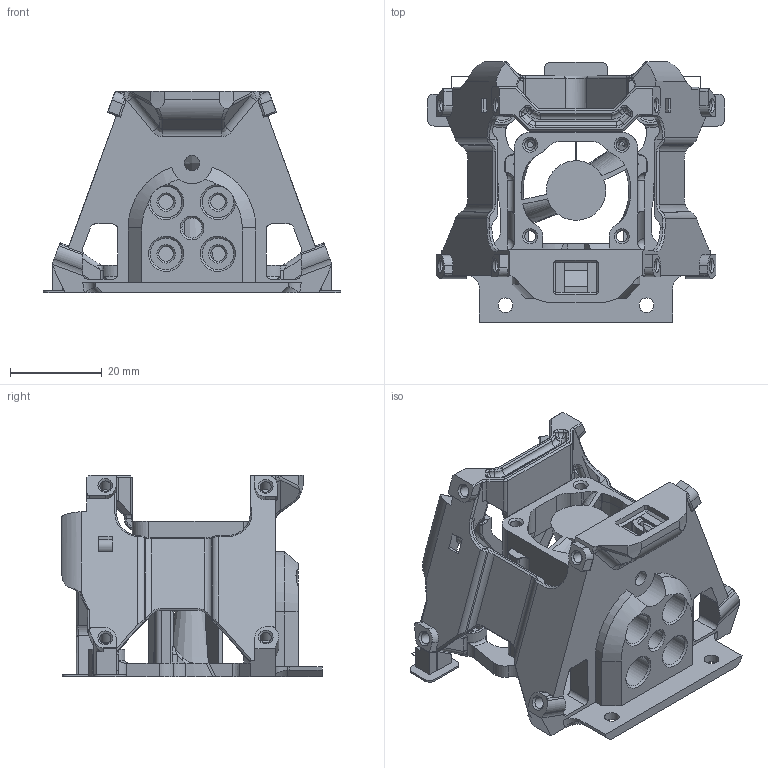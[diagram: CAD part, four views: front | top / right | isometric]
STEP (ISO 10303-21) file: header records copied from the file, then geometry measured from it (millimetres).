
FILE_DESCRIPTION(/* description */ ('STEP AP242 Edition 2','CAx-IF Rec.Pracs.---Representation and Presentation of Product Manufacturing Information (PMI)---4.0---2014-10-13','CAx-IF Rec.Pracs.---3D Tessellated Geometry---0.4---2014-09-14','2;1','CAx-IF Rec.Pracs.---User Defined Attributes---1.5---2016-08-15'),/* implementation_level */ '2;1');
FILE_NAME(/* name */ '6969a7a027ee56205836461c',/* time_stamp */ '2026-01-16T02:51:14Z',/* author */ (''),/* organization */ (''),/* preprocessor_version */ 'ST-DEVELOPER v20',/* originating_system */ 'ONSHAPE BY PTC INC, 1.209',/* authorisation */ ' ');
FILE_SCHEMA (('AP242_MANAGED_MODEL_BASED_3D_ENGINEERING_MIM_LF { 1 0 10303 442 3 1 4 }'));
Products named in the file (2): Support; Xol_HE_Chube-Compact_XolPAP
Bounding box: 64.89 x 56.81 x 44 mm (x, y, z)
Volume: 27696 mm3; surface area: 23224.5 mm2
Topology: 2 solids, 2 shells, 1485 faces, 4014 edges, 2478 vertices
Faces by surface type: cylinder 529, plane 511, bspline 255, torus 101, cone 59, sphere 30
Full cylindrical faces by diameter (mm): 0.1 x2, 2.4 x12, 3.2 x6, 3.4 x3, 4.4 x1, 5.9 x2, 6.9 x4
Entity records: 52698 total; most frequent: CARTESIAN_POINT 17964, ORIENTED_EDGE 7738, DIRECTION 6580, EDGE_CURVE 3869, VERTEX_POINT 2435, AXIS2_PLACEMENT_3D 2411, LINE 1758, VECTOR 1758
